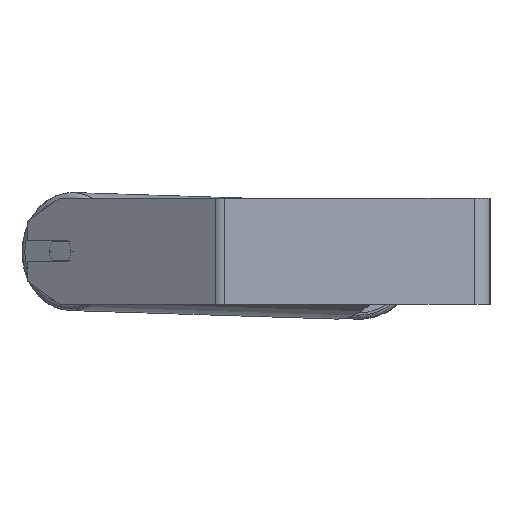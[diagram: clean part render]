
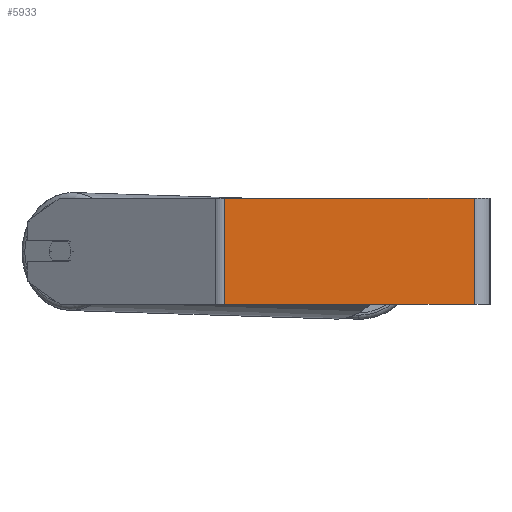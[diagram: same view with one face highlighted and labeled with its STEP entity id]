
A CAD part, left-side view. The second image highlights one B-rep face of the part: STEP entity #5933.
In plain terms, the highlighted planar face has unit normal (-1, 0, 0).
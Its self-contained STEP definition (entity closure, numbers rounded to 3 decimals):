
#243 = VECTOR ( 'NONE', #5140, 1000. ) ;
#585 = LINE ( 'NONE', #6730, #6889 ) ;
#1026 = DIRECTION ( 'NONE',  ( 0., 0., -1. ) ) ;
#1991 = VECTOR ( 'NONE', #7190, 1000. ) ;
#2248 = ORIENTED_EDGE ( 'NONE', *, *, #3249, .T. ) ;
#2524 = VERTEX_POINT ( 'NONE', #5779 ) ;
#2703 = DIRECTION ( 'NONE',  ( 0., 0., -1. ) ) ;
#2820 = EDGE_CURVE ( 'NONE', #7406, #7937, #585, .T. ) ;
#3034 = LINE ( 'NONE', #3740, #1991 ) ;
#3249 = EDGE_CURVE ( 'NONE', #6112, #2524, #3930, .T. ) ;
#3292 = CARTESIAN_POINT ( 'NONE',  ( -605., 203.858, 40. ) ) ;
#3740 = CARTESIAN_POINT ( 'NONE',  ( -605., 203.858, -40. ) ) ;
#3851 = CARTESIAN_POINT ( 'NONE',  ( -605., 12., 40. ) ) ;
#3930 = LINE ( 'NONE', #6636, #7740 ) ;
#4035 = EDGE_CURVE ( 'NONE', #6112, #7406, #6565, .T. ) ;
#5140 = DIRECTION ( 'NONE',  ( 0., -1., 0. ) ) ;
#5182 = PLANE ( 'NONE',  #8757 ) ;
#5183 = ORIENTED_EDGE ( 'NONE', *, *, #4035, .F. ) ;
#5286 = EDGE_LOOP ( 'NONE', ( #7305, #7367, #5183, #2248 ) ) ;
#5294 = DIRECTION ( 'NONE',  ( 0., 0., -1. ) ) ;
#5779 = CARTESIAN_POINT ( 'NONE',  ( -605., 200.074, -40. ) ) ;
#5848 = FACE_OUTER_BOUND ( 'NONE', #5286, .T. ) ;
#5933 = ADVANCED_FACE ( 'NONE', ( #5848 ), #5182, .F. ) ;
#6112 = VERTEX_POINT ( 'NONE', #8280 ) ;
#6565 = LINE ( 'NONE', #3292, #243 ) ;
#6636 = CARTESIAN_POINT ( 'NONE',  ( -605., 200.074, 40. ) ) ;
#6715 = CARTESIAN_POINT ( 'NONE',  ( -605., 12., -40. ) ) ;
#6730 = CARTESIAN_POINT ( 'NONE',  ( -605., 12., 40. ) ) ;
#6889 = VECTOR ( 'NONE', #2703, 1000. ) ;
#7190 = DIRECTION ( 'NONE',  ( 0., -1., 0. ) ) ;
#7261 = CARTESIAN_POINT ( 'NONE',  ( -605., 203.858, 40. ) ) ;
#7305 = ORIENTED_EDGE ( 'NONE', *, *, #8138, .T. ) ;
#7367 = ORIENTED_EDGE ( 'NONE', *, *, #2820, .F. ) ;
#7406 = VERTEX_POINT ( 'NONE', #3851 ) ;
#7740 = VECTOR ( 'NONE', #5294, 1000. ) ;
#7758 = DIRECTION ( 'NONE',  ( 1., 0., 0. ) ) ;
#7937 = VERTEX_POINT ( 'NONE', #6715 ) ;
#8138 = EDGE_CURVE ( 'NONE', #2524, #7937, #3034, .T. ) ;
#8280 = CARTESIAN_POINT ( 'NONE',  ( -605., 200.074, 40. ) ) ;
#8757 = AXIS2_PLACEMENT_3D ( 'NONE', #7261, #7758, #1026 ) ;
